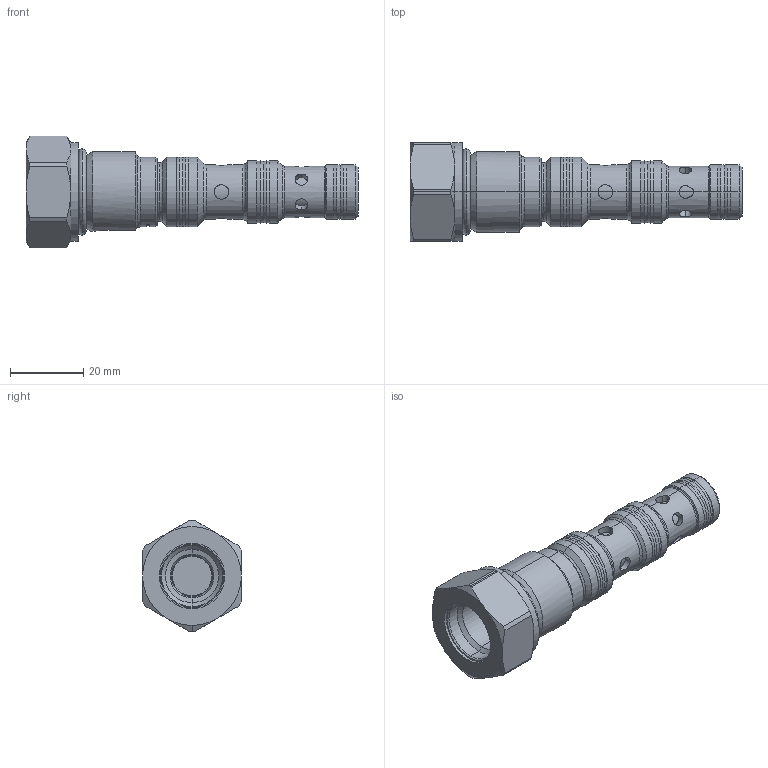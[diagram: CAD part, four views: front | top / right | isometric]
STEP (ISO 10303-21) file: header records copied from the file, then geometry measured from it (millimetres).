
FILE_DESCRIPTION (( 'STEP AP214' ), '1' );
FILE_NAME ('484.K2_defeature.STEP', '2017-02-02T07:02:06', ( 'user' ), ( '' ), 'SwSTEP 2.0', 'SolidWorks 2016', '' );
FILE_SCHEMA (( 'AUTOMOTIVE_DESIGN' ));
Length unit declared in the file: millimetre
Products named in the file (1): 484.K2_defeature
Bounding box: 90.7 x 27 x 30.5 mm (x, y, z)
Volume: 23944.3 mm3; surface area: 8410.4 mm2
Topology: 2 solids, 2 shells, 196 faces, 425 edges, 248 vertices
Faces by surface type: cylinder 81, cone 59, torus 24, plane 24, bspline 8
Entity records: 6561 total; most frequent: CARTESIAN_POINT 2257, DIRECTION 913, ORIENTED_EDGE 850, EDGE_CURVE 425, AXIS2_PLACEMENT_3D 386, VERTEX_POINT 248, EDGE_LOOP 213, CIRCLE 197
